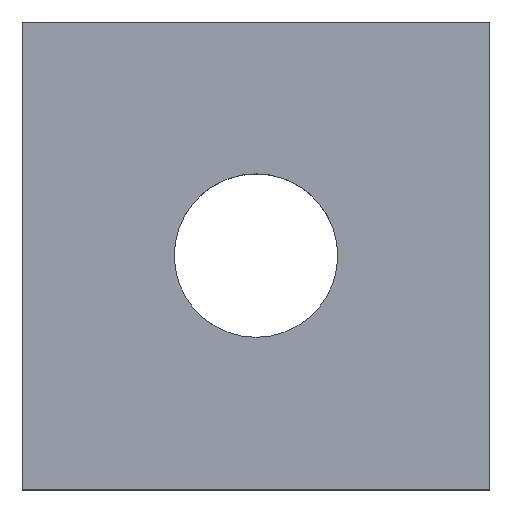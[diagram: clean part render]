
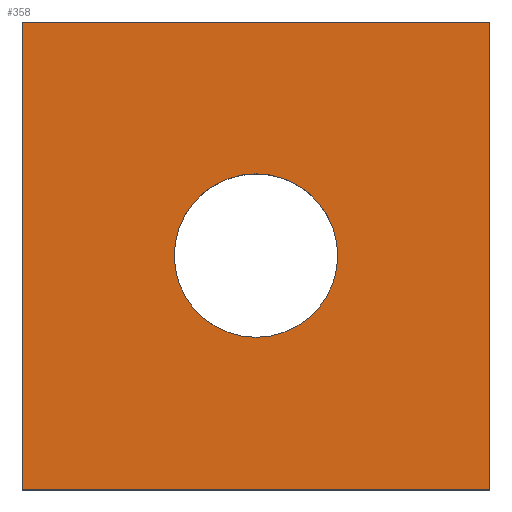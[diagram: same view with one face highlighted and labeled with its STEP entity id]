
A CAD part, top view. The second image highlights one B-rep face of the part: STEP entity #358.
In plain terms, the highlighted planar face has unit normal (0, 0, 1).
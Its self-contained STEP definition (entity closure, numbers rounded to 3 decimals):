
#83 = EDGE_CURVE ( 'NONE', #635, #1137, #392, .T. ) ;
#94 = CIRCLE ( 'NONE', #1808, 3.5 ) ;
#125 = CIRCLE ( 'NONE', #1836, 3.5 ) ;
#129 = VECTOR ( 'NONE', #1352, 1000. ) ;
#140 = EDGE_LOOP ( 'NONE', ( #1642, #1127 ) ) ;
#149 = CARTESIAN_POINT ( 'NONE',  ( 3.5, 0., 20. ) ) ;
#193 = EDGE_LOOP ( 'NONE', ( #659, #1781, #1628, #684 ) ) ;
#198 = CARTESIAN_POINT ( 'NONE',  ( -10., 10., 20. ) ) ;
#208 = CARTESIAN_POINT ( 'NONE',  ( -3.5, 0., 20. ) ) ;
#328 = VERTEX_POINT ( 'NONE', #508 ) ;
#334 = EDGE_CURVE ( 'NONE', #1410, #635, #757, .T. ) ;
#358 = ADVANCED_FACE ( 'NONE', ( #1387, #1775 ), #539, .T. ) ;
#392 = LINE ( 'NONE', #425, #1529 ) ;
#394 = CARTESIAN_POINT ( 'NONE',  ( 10., 10., 20. ) ) ;
#425 = CARTESIAN_POINT ( 'NONE',  ( -10., 10., 20. ) ) ;
#434 = VECTOR ( 'NONE', #1837, 1000. ) ;
#466 = LINE ( 'NONE', #943, #129 ) ;
#508 = CARTESIAN_POINT ( 'NONE',  ( 10., -10., 20. ) ) ;
#525 = DIRECTION ( 'NONE',  ( 0., 0., -1. ) ) ;
#539 = PLANE ( 'NONE',  #1152 ) ;
#552 = DIRECTION ( 'NONE',  ( 0., -1., 0. ) ) ;
#569 = CARTESIAN_POINT ( 'NONE',  ( 0., 0., 20. ) ) ;
#635 = VERTEX_POINT ( 'NONE', #1089 ) ;
#648 = EDGE_CURVE ( 'NONE', #1137, #328, #466, .T. ) ;
#659 = ORIENTED_EDGE ( 'NONE', *, *, #83, .T. ) ;
#679 = VECTOR ( 'NONE', #1442, 1000. ) ;
#684 = ORIENTED_EDGE ( 'NONE', *, *, #334, .T. ) ;
#692 = DIRECTION ( 'NONE',  ( -1., 0., 0. ) ) ;
#757 = LINE ( 'NONE', #198, #679 ) ;
#812 = DIRECTION ( 'NONE',  ( -1., 0., 0. ) ) ;
#831 = DIRECTION ( 'NONE',  ( 0., 0., 1. ) ) ;
#832 = CARTESIAN_POINT ( 'NONE',  ( 0., 0., 20. ) ) ;
#856 = CARTESIAN_POINT ( 'NONE',  ( 10., 10., 20. ) ) ;
#943 = CARTESIAN_POINT ( 'NONE',  ( -10., -10., 20. ) ) ;
#951 = DIRECTION ( 'NONE',  ( 0., 0., -1. ) ) ;
#995 = VERTEX_POINT ( 'NONE', #149 ) ;
#1089 = CARTESIAN_POINT ( 'NONE',  ( -10., 10., 20. ) ) ;
#1092 = CARTESIAN_POINT ( 'NONE',  ( 0., 0., 20. ) ) ;
#1127 = ORIENTED_EDGE ( 'NONE', *, *, #1611, .T. ) ;
#1137 = VERTEX_POINT ( 'NONE', #1236 ) ;
#1152 = AXIS2_PLACEMENT_3D ( 'NONE', #569, #831, #1265 ) ;
#1236 = CARTESIAN_POINT ( 'NONE',  ( -10., -10., 20. ) ) ;
#1265 = DIRECTION ( 'NONE',  ( 1., 0., 0. ) ) ;
#1283 = LINE ( 'NONE', #856, #434 ) ;
#1352 = DIRECTION ( 'NONE',  ( 1., 0., 0. ) ) ;
#1387 = FACE_BOUND ( 'NONE', #140, .T. ) ;
#1410 = VERTEX_POINT ( 'NONE', #394 ) ;
#1422 = EDGE_CURVE ( 'NONE', #328, #1410, #1283, .T. ) ;
#1442 = DIRECTION ( 'NONE',  ( -1., 0., 0. ) ) ;
#1529 = VECTOR ( 'NONE', #552, 1000. ) ;
#1611 = EDGE_CURVE ( 'NONE', #995, #1649, #94, .T. ) ;
#1628 = ORIENTED_EDGE ( 'NONE', *, *, #1422, .T. ) ;
#1642 = ORIENTED_EDGE ( 'NONE', *, *, #1693, .T. ) ;
#1649 = VERTEX_POINT ( 'NONE', #208 ) ;
#1693 = EDGE_CURVE ( 'NONE', #1649, #995, #125, .T. ) ;
#1775 = FACE_OUTER_BOUND ( 'NONE', #193, .T. ) ;
#1781 = ORIENTED_EDGE ( 'NONE', *, *, #648, .T. ) ;
#1808 = AXIS2_PLACEMENT_3D ( 'NONE', #1092, #951, #812 ) ;
#1836 = AXIS2_PLACEMENT_3D ( 'NONE', #832, #525, #692 ) ;
#1837 = DIRECTION ( 'NONE',  ( 0., 1., 0. ) ) ;
